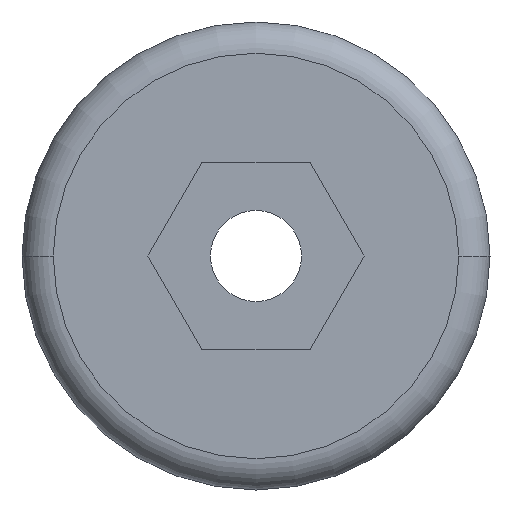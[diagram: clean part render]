
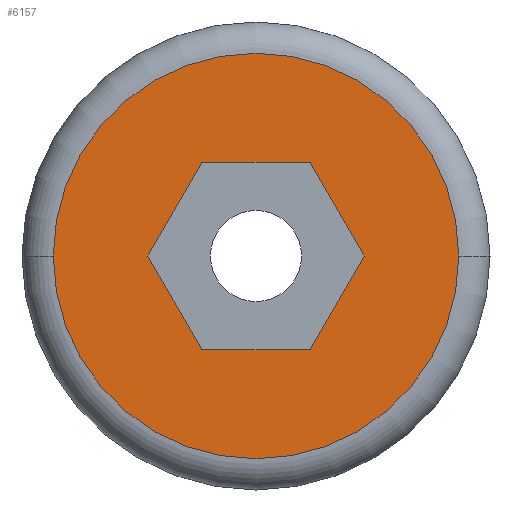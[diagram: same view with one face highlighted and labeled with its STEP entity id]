
A CAD part, left-side view. The second image highlights one B-rep face of the part: STEP entity #6157.
In plain terms, the highlighted planar face has unit normal (-1, 0, 0).
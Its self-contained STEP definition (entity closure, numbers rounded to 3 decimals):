
#2619=DIRECTION('',(0.,-0.5,0.866));
#2620=VECTOR('',#2619,0.878);
#2621=CARTESIAN_POINT('',(-1.93,0.878,0.));
#2622=LINE('',#2621,#2620);
#2623=DIRECTION('',(0.,0.5,0.866));
#2624=VECTOR('',#2623,0.878);
#2625=CARTESIAN_POINT('',(-1.93,0.439,-0.76));
#2626=LINE('',#2625,#2624);
#2627=DIRECTION('',(0.,1.,0.));
#2628=VECTOR('',#2627,0.878);
#2629=CARTESIAN_POINT('',(-1.93,-0.439,-0.76));
#2630=LINE('',#2629,#2628);
#2631=DIRECTION('',(0.,0.5,-0.866));
#2632=VECTOR('',#2631,0.878);
#2633=CARTESIAN_POINT('',(-1.93,-0.878,0.));
#2634=LINE('',#2633,#2632);
#2635=DIRECTION('',(0.,-0.5,-0.866));
#2636=VECTOR('',#2635,0.878);
#2637=CARTESIAN_POINT('',(-1.93,-0.439,0.76));
#2638=LINE('',#2637,#2636);
#2639=DIRECTION('',(0.,-1.,0.));
#2640=VECTOR('',#2639,0.878);
#2641=CARTESIAN_POINT('',(-1.93,0.439,0.76));
#2642=LINE('',#2641,#2640);
#2643=CARTESIAN_POINT('',(-1.93,0.,0.));
#2644=DIRECTION('',(-1.,0.,0.));
#2645=DIRECTION('',(0.,1.,0.));
#2646=AXIS2_PLACEMENT_3D('',#2643,#2644,#2645);
#2648=CARTESIAN_POINT('',(-1.93,0.,0.));
#2649=DIRECTION('',(-1.,0.,0.));
#2650=DIRECTION('',(0.,-1.,0.));
#2651=AXIS2_PLACEMENT_3D('',#2648,#2649,#2650);
#2863=CARTESIAN_POINT('',(-1.93,0.878,0.));
#2864=CARTESIAN_POINT('',(-1.93,0.439,0.76));
#2865=VERTEX_POINT('',#2863);
#2866=VERTEX_POINT('',#2864);
#2867=CARTESIAN_POINT('',(-1.93,-0.439,0.76));
#2868=VERTEX_POINT('',#2867);
#2869=CARTESIAN_POINT('',(-1.93,-0.878,0.));
#2870=VERTEX_POINT('',#2869);
#2871=CARTESIAN_POINT('',(-1.93,-0.439,-0.76));
#2872=VERTEX_POINT('',#2871);
#2873=CARTESIAN_POINT('',(-1.93,0.439,-0.76));
#2874=VERTEX_POINT('',#2873);
#2875=CARTESIAN_POINT('',(-1.93,1.646,0.));
#2876=CARTESIAN_POINT('',(-1.93,-1.646,0.));
#2877=VERTEX_POINT('',#2875);
#2878=VERTEX_POINT('',#2876);
#6133=CARTESIAN_POINT('',(-1.93,0.,0.));
#6134=DIRECTION('',(1.,0.,0.));
#6135=DIRECTION('',(0.,-1.,0.));
#6136=AXIS2_PLACEMENT_3D('',#6133,#6134,#6135);
#6137=PLANE('',#6136);
#6139=ORIENTED_EDGE('',*,*,#6138,.F.);
#6140=ORIENTED_EDGE('',*,*,#6123,.F.);
#6141=EDGE_LOOP('',(#6139,#6140));
#6142=FACE_OUTER_BOUND('',#6141,.F.);
#6144=ORIENTED_EDGE('',*,*,#6143,.F.);
#6146=ORIENTED_EDGE('',*,*,#6145,.F.);
#6148=ORIENTED_EDGE('',*,*,#6147,.F.);
#6150=ORIENTED_EDGE('',*,*,#6149,.F.);
#6152=ORIENTED_EDGE('',*,*,#6151,.F.);
#6154=ORIENTED_EDGE('',*,*,#6153,.F.);
#6155=EDGE_LOOP('',(#6144,#6146,#6148,#6150,#6152,#6154));
#6156=FACE_BOUND('',#6155,.F.);
#2647=CIRCLE('',#2646,1.646);
#2652=CIRCLE('',#2651,1.646);
#6123=EDGE_CURVE('',#2878,#2877,#2652,.T.);
#6138=EDGE_CURVE('',#2877,#2878,#2647,.T.);
#6143=EDGE_CURVE('',#2865,#2866,#2622,.T.);
#6145=EDGE_CURVE('',#2874,#2865,#2626,.T.);
#6147=EDGE_CURVE('',#2872,#2874,#2630,.T.);
#6149=EDGE_CURVE('',#2870,#2872,#2634,.T.);
#6151=EDGE_CURVE('',#2868,#2870,#2638,.T.);
#6153=EDGE_CURVE('',#2866,#2868,#2642,.T.);
#6157=ADVANCED_FACE('',(#6142,#6156),#6137,.F.);
